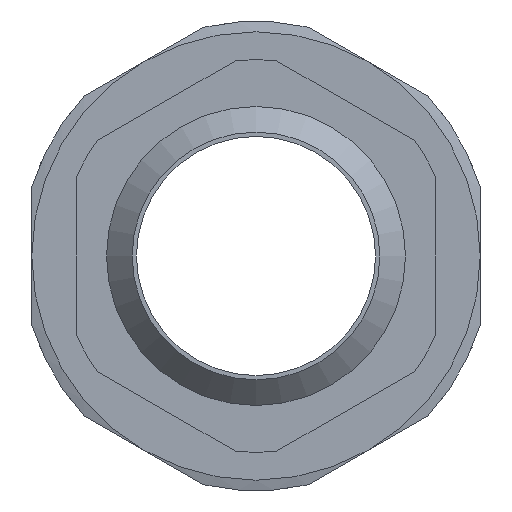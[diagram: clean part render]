
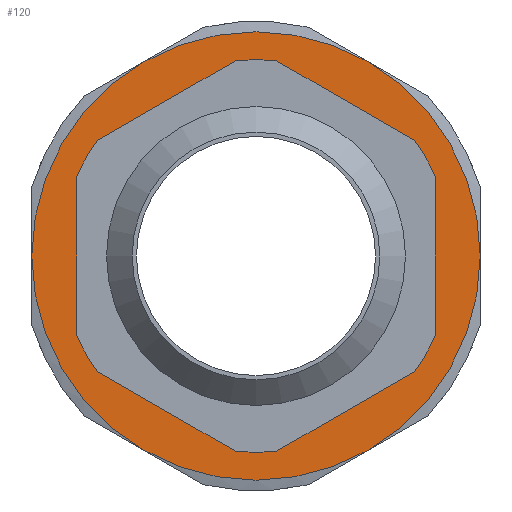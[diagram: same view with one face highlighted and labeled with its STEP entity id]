
A CAD part, left-side view. The second image highlights one B-rep face of the part: STEP entity #120.
In plain terms, the highlighted planar face has unit normal (-1, 0, 0).
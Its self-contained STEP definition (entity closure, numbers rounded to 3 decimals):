
#120 = ADVANCED_FACE( '', ( #237, #238 ), #239, .F. );
#237 = FACE_OUTER_BOUND( '', #406, .T. );
#238 = FACE_BOUND( '', #407, .T. );
#239 = PLANE( '', #408 );
#406 = EDGE_LOOP( '', ( #761, #762, #763, #764, #765, #766 ) );
#407 = EDGE_LOOP( '', ( #767 ) );
#408 = AXIS2_PLACEMENT_3D( '', #768, #769, #770 );
#761 = ORIENTED_EDGE( '', *, *, #957, .F. );
#762 = ORIENTED_EDGE( '', *, *, #958, .F. );
#763 = ORIENTED_EDGE( '', *, *, #947, .F. );
#764 = ORIENTED_EDGE( '', *, *, #959, .F. );
#765 = ORIENTED_EDGE( '', *, *, #868, .F. );
#766 = ORIENTED_EDGE( '', *, *, #960, .F. );
#767 = ORIENTED_EDGE( '', *, *, #961, .T. );
#768 = CARTESIAN_POINT( '', ( -4.85, 9.08, 0. ) );
#769 = DIRECTION( '', ( 1., 0., 0. ) );
#770 = DIRECTION( '', ( 0., 0., -1. ) );
#868 = EDGE_CURVE( '', #1008, #1004, #1010, .T. );
#947 = EDGE_CURVE( '', #994, #1124, #1143, .T. );
#957 = EDGE_CURVE( '', #1104, #1114, #1158, .T. );
#958 = EDGE_CURVE( '', #1124, #1104, #1159, .T. );
#959 = EDGE_CURVE( '', #1004, #994, #1160, .T. );
#960 = EDGE_CURVE( '', #1114, #1008, #1161, .T. );
#961 = EDGE_CURVE( '', #1162, #1162, #1163, .T. );
#994 = VERTEX_POINT( '', #1648 );
#1004 = VERTEX_POINT( '', #1671 );
#1008 = VERTEX_POINT( '', #1678 );
#1010 = CIRCLE( '', #1683, 15. );
#1104 = VERTEX_POINT( '', #1821 );
#1114 = VERTEX_POINT( '', #1844 );
#1124 = VERTEX_POINT( '', #1867 );
#1143 = CIRCLE( '', #1899, 15. );
#1158 = CIRCLE( '', #1955, 15. );
#1159 = CIRCLE( '', #1956, 15. );
#1160 = CIRCLE( '', #1957, 15. );
#1161 = CIRCLE( '', #1958, 15. );
#1162 = VERTEX_POINT( '', #1959 );
#1163 = CIRCLE( '', #1960, 9.08 );
#1648 = CARTESIAN_POINT( '', ( -4.85, -7.5, -12.99 ) );
#1671 = CARTESIAN_POINT( '', ( -4.85, -15., 0. ) );
#1678 = CARTESIAN_POINT( '', ( -4.85, -7.5, 12.99 ) );
#1683 = AXIS2_PLACEMENT_3D( '', #2007, #2008, #2009 );
#1821 = CARTESIAN_POINT( '', ( -4.85, 15., 0. ) );
#1844 = CARTESIAN_POINT( '', ( -4.85, 7.5, 12.99 ) );
#1867 = CARTESIAN_POINT( '', ( -4.85, 7.5, -12.99 ) );
#1899 = AXIS2_PLACEMENT_3D( '', #2137, #2138, #2139 );
#1955 = AXIS2_PLACEMENT_3D( '', #2158, #2159, #2160 );
#1956 = AXIS2_PLACEMENT_3D( '', #2161, #2162, #2163 );
#1957 = AXIS2_PLACEMENT_3D( '', #2164, #2165, #2166 );
#1958 = AXIS2_PLACEMENT_3D( '', #2167, #2168, #2169 );
#1959 = CARTESIAN_POINT( '', ( -4.85, 0., -9.08 ) );
#1960 = AXIS2_PLACEMENT_3D( '', #2170, #2171, #2172 );
#2007 = CARTESIAN_POINT( '', ( -4.85, 0., 0. ) );
#2008 = DIRECTION( '', ( 1., 0., 0. ) );
#2009 = DIRECTION( '', ( 0., 0., -1. ) );
#2137 = CARTESIAN_POINT( '', ( -4.85, 0., 0. ) );
#2138 = DIRECTION( '', ( 1., 0., 0. ) );
#2139 = DIRECTION( '', ( 0., 0., -1. ) );
#2158 = CARTESIAN_POINT( '', ( -4.85, 0., 0. ) );
#2159 = DIRECTION( '', ( 1., 0., 0. ) );
#2160 = DIRECTION( '', ( 0., 0., -1. ) );
#2161 = CARTESIAN_POINT( '', ( -4.85, 0., 0. ) );
#2162 = DIRECTION( '', ( 1., 0., 0. ) );
#2163 = DIRECTION( '', ( 0., 0., -1. ) );
#2164 = CARTESIAN_POINT( '', ( -4.85, 0., 0. ) );
#2165 = DIRECTION( '', ( 1., 0., 0. ) );
#2166 = DIRECTION( '', ( 0., 0., -1. ) );
#2167 = CARTESIAN_POINT( '', ( -4.85, 0., 0. ) );
#2168 = DIRECTION( '', ( 1., 0., 0. ) );
#2169 = DIRECTION( '', ( 0., 0., -1. ) );
#2170 = CARTESIAN_POINT( '', ( -4.85, 0., 0. ) );
#2171 = DIRECTION( '', ( 1., 0., 0. ) );
#2172 = DIRECTION( '', ( 0., 0., -1. ) );
